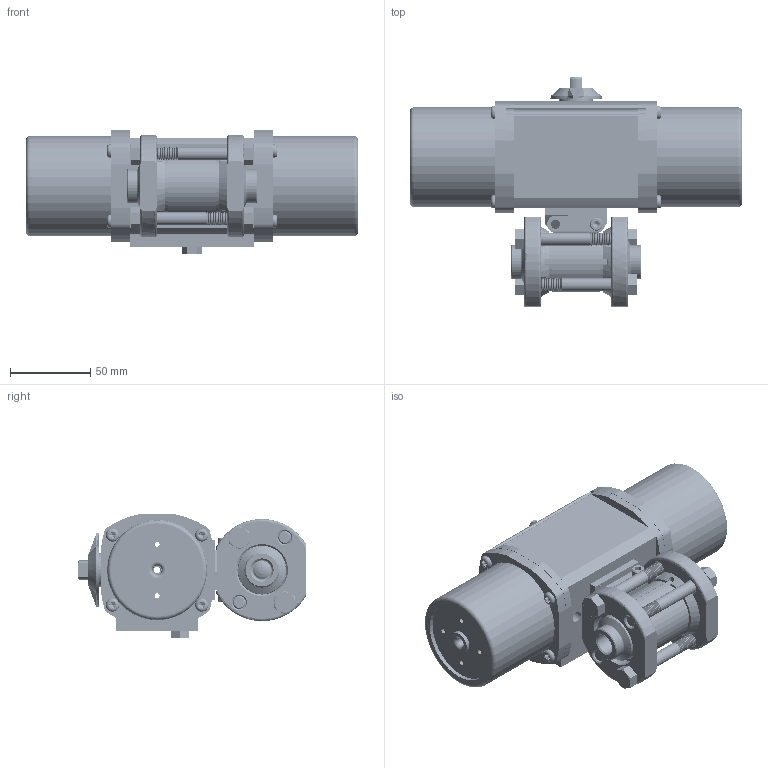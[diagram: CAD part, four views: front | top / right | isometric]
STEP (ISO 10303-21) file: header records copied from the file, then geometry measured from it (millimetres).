
FILE_DESCRIPTION (( 'STEP AP203' ), '1' );
FILE_NAME ('25XXTSWSA512SR.step', '2018-04-12T16:48:15', ( '' ), ( '' ), 'SwSTEP 2.0', 'SolidWorks 2017', '' );
FILE_SCHEMA (( 'CONFIG_CONTROL_DESIGN' ));
Products named in the file (1): 25XXTSWSA512SR
Bounding box: 206.38 x 142.33 x 77.22 mm (x, y, z)
Volume: 489756.1 mm3; surface area: 214693.5 mm2
Topology: 41 solids, 41 shells, 3742 faces, 10314 edges, 6686 vertices
Faces by surface type: cylinder 2092, cone 886, plane 497, torus 136, bspline 129, sphere 2
Entity records: 185172 total; most frequent: CARTESIAN_POINT 95956, ORIENTED_EDGE 20408, DIRECTION 17582, EDGE_CURVE 10204, AXIS2_PLACEMENT_3D 7003, VERTEX_POINT 6682, EDGE_LOOP 4048, FACE_OUTER_BOUND 3742
